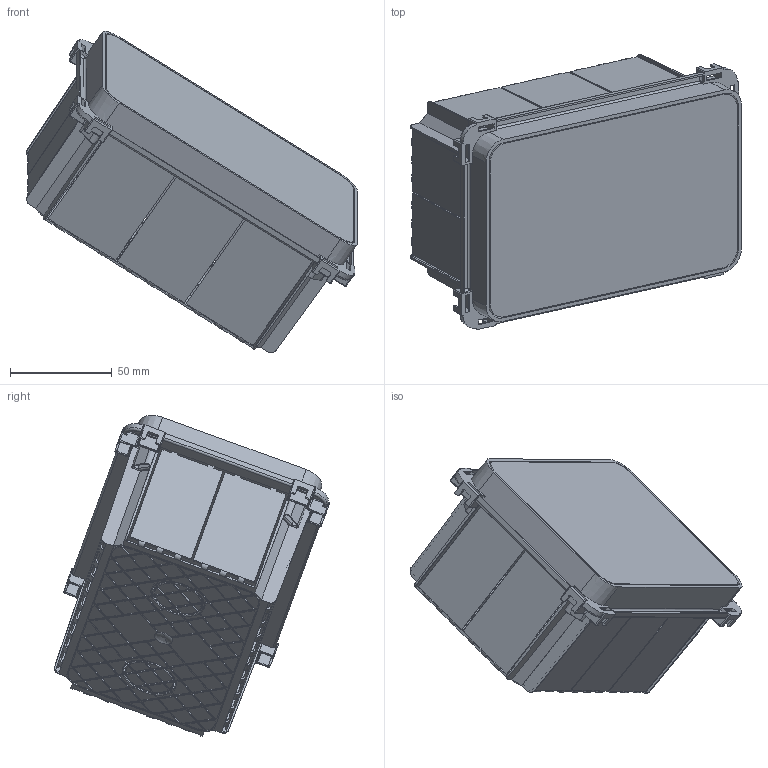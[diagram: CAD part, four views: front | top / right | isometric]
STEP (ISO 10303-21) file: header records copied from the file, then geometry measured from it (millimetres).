
FILE_DESCRIPTION(('CATIA V5 STEP Exchange'),'2;1');
FILE_NAME('BL04P.stp','2023-09-25T07:50:28+00:00',('none'),('none'),'CATIA Version 5-6 Release 2016 SP6','CATIA V5 STEP AP203','none');
FILE_SCHEMA(('CONFIG_CONTROL_DESIGN'));
Products named in the file (1): BL04P
Assembly tree (3 placements, depth 2):
  BL04P
    #57
    #101
    #103413
Bounding box: 162.32 x 135.25 x 157.88 mm (x, y, z)
Volume: 94109 mm3; surface area: 138225 mm2
Topology: 2 solids, 2 shells, 2942 faces, 8425 edges, 5512 vertices
Faces by surface type: plane 1783, cylinder 877, torus 112, cone 84, bspline 64, sphere 12, extrusion 6, revolution 4
Entity records: 103703 total; most frequent: CARTESIAN_POINT 35359, ORIENTED_EDGE 16790, DIRECTION 9953, EDGE_CURVE 8395, VERTEX_POINT 5508, VECTOR 5081, LINE 5075, EDGE_LOOP 3113
